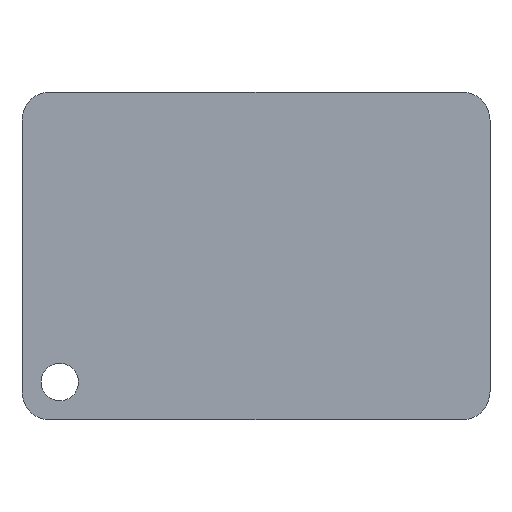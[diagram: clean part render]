
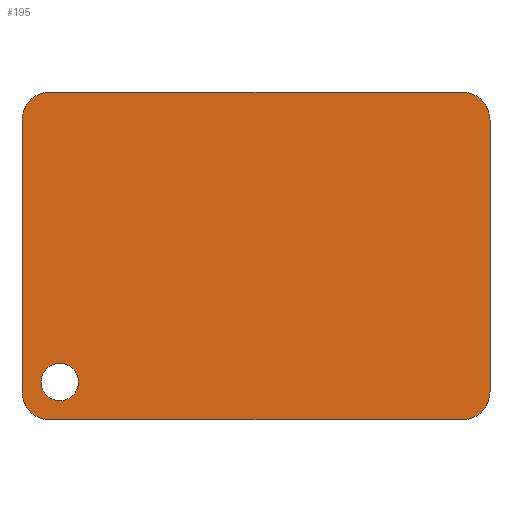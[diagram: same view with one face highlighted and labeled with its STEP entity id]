
A CAD part, top view. The second image highlights one B-rep face of the part: STEP entity #195.
In plain terms, the highlighted planar face has unit normal (0, 0, 1).
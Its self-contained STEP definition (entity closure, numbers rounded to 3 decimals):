
#35 = VERTEX_POINT('',#36);
#36 = CARTESIAN_POINT('',(-24.987,14.5,1.6)
  );
#42 = EDGE_CURVE('',#35,#43,#45,.T.);
#43 = VERTEX_POINT('',#44);
#44 = CARTESIAN_POINT('',(-22.,17.487,1.6
    ));
#45 = CIRCLE('',#46,2.987);
#46 = AXIS2_PLACEMENT_3D('',#47,#48,#49);
#47 = CARTESIAN_POINT('',(-22.,14.5,1.6
    ));
#48 = DIRECTION('',(0.,0.,-1.));
#49 = DIRECTION('',(-1.,0.,-0.));
#77 = VERTEX_POINT('',#78);
#78 = CARTESIAN_POINT('',(-24.987,-14.5,1.6)
  );
#84 = EDGE_CURVE('',#77,#35,#85,.T.);
#85 = LINE('',#86,#87);
#86 = CARTESIAN_POINT('',(-24.987,-14.5,1.6)
  );
#87 = VECTOR('',#88,1.);
#88 = DIRECTION('',(0.,1.,0.));
#106 = EDGE_CURVE('',#43,#107,#109,.T.);
#107 = VERTEX_POINT('',#108);
#108 = CARTESIAN_POINT('',(22.,17.487,
    1.6));
#109 = LINE('',#110,#111);
#110 = CARTESIAN_POINT('',(-22.,17.487,
    1.6));
#111 = VECTOR('',#112,1.);
#112 = DIRECTION('',(1.,0.,0.));
#195 = ADVANCED_FACE('',(#196,#242),#253,.F.);
#196 = FACE_BOUND('',#197,.F.);
#197 = EDGE_LOOP('',(#198,#199,#200,#209,#217,#226,#234,#241));
#198 = ORIENTED_EDGE('',*,*,#42,.T.);
#199 = ORIENTED_EDGE('',*,*,#106,.T.);
#200 = ORIENTED_EDGE('',*,*,#201,.T.);
#201 = EDGE_CURVE('',#107,#202,#204,.T.);
#202 = VERTEX_POINT('',#203);
#203 = CARTESIAN_POINT('',(24.987,14.5,
    1.6));
#204 = CIRCLE('',#205,2.987);
#205 = AXIS2_PLACEMENT_3D('',#206,#207,#208);
#206 = CARTESIAN_POINT('',(22.,14.5,
    1.6));
#207 = DIRECTION('',(0.,0.,-1.));
#208 = DIRECTION('',(0.,1.,0.));
#209 = ORIENTED_EDGE('',*,*,#210,.T.);
#210 = EDGE_CURVE('',#202,#211,#213,.T.);
#211 = VERTEX_POINT('',#212);
#212 = CARTESIAN_POINT('',(24.987,-14.5,
    1.6));
#213 = LINE('',#214,#215);
#214 = CARTESIAN_POINT('',(24.987,14.5,
    1.6));
#215 = VECTOR('',#216,1.);
#216 = DIRECTION('',(0.,-1.,0.));
#217 = ORIENTED_EDGE('',*,*,#218,.T.);
#218 = EDGE_CURVE('',#211,#219,#221,.T.);
#219 = VERTEX_POINT('',#220);
#220 = CARTESIAN_POINT('',(22.,-17.487,
    1.6));
#221 = CIRCLE('',#222,2.987);
#222 = AXIS2_PLACEMENT_3D('',#223,#224,#225);
#223 = CARTESIAN_POINT('',(22.,-14.5,
    1.6));
#224 = DIRECTION('',(0.,0.,-1.));
#225 = DIRECTION('',(1.,0.,0.));
#226 = ORIENTED_EDGE('',*,*,#227,.T.);
#227 = EDGE_CURVE('',#219,#228,#230,.T.);
#228 = VERTEX_POINT('',#229);
#229 = CARTESIAN_POINT('',(-22.,-17.487,
    1.6));
#230 = LINE('',#231,#232);
#231 = CARTESIAN_POINT('',(22.,-17.487,
    1.6));
#232 = VECTOR('',#233,1.);
#233 = DIRECTION('',(-1.,0.,0.));
#234 = ORIENTED_EDGE('',*,*,#235,.T.);
#235 = EDGE_CURVE('',#228,#77,#236,.T.);
#236 = CIRCLE('',#237,2.987);
#237 = AXIS2_PLACEMENT_3D('',#238,#239,#240);
#238 = CARTESIAN_POINT('',(-22.,-14.5,
    1.6));
#239 = DIRECTION('',(0.,0.,-1.));
#240 = DIRECTION('',(0.,-1.,-0.));
#241 = ORIENTED_EDGE('',*,*,#84,.T.);
#242 = FACE_BOUND('',#243,.F.);
#243 = EDGE_LOOP('',(#244));
#244 = ORIENTED_EDGE('',*,*,#245,.T.);
#245 = EDGE_CURVE('',#246,#246,#248,.T.);
#246 = VERTEX_POINT('',#247);
#247 = CARTESIAN_POINT('',(-18.955,-13.462,
    1.6));
#248 = CIRCLE('',#249,2.);
#249 = AXIS2_PLACEMENT_3D('',#250,#251,#252);
#250 = CARTESIAN_POINT('',(-20.955,-13.462,
    1.6));
#251 = DIRECTION('',(0.,0.,1.));
#252 = DIRECTION('',(1.,0.,-0.));
#253 = PLANE('',#254);
#254 = AXIS2_PLACEMENT_3D('',#255,#256,#257);
#255 = CARTESIAN_POINT('',(0.,0.,
    1.6));
#256 = DIRECTION('',(-0.,-0.,-1.));
#257 = DIRECTION('',(-1.,0.,0.));
